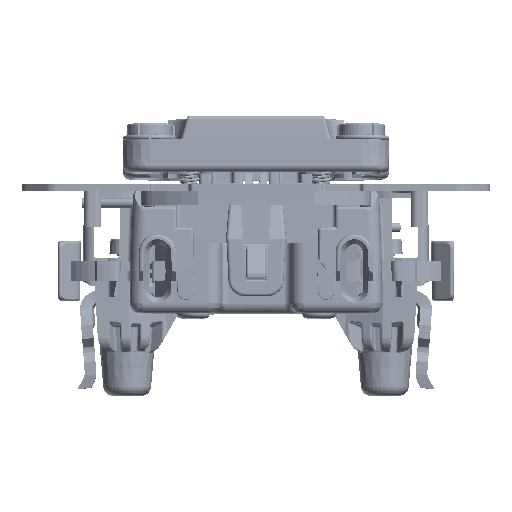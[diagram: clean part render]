
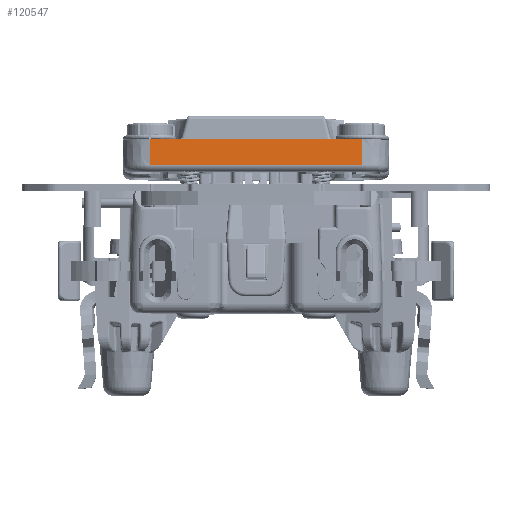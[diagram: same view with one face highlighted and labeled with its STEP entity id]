
A CAD part, top view. The second image highlights one B-rep face of the part: STEP entity #120547.
In plain terms, the highlighted face is planar.
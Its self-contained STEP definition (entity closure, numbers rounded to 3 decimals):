
#100609=DIRECTION('',(-1.,0.,0.));
#100610=VECTOR('',#100609,32.1);
#100611=CARTESIAN_POINT('',(16.05,0.6,11.65));
#100612=LINE('45311',#100611,#100610);
#100811=DIRECTION('',(0.,1.,0.017));
#100812=VECTOR('',#100811,3.918);
#100813=CARTESIAN_POINT('',(-16.05,-3.317,11.582));
#100814=LINE('45262',#100813,#100812);
#100815=DIRECTION('',(1.,0.,0.));
#100816=VECTOR('',#100815,32.1);
#100817=CARTESIAN_POINT('',(-16.05,-3.317,11.582));
#100818=LINE('45271',#100817,#100816);
#116343=DIRECTION('',(0.,1.,0.017));
#116344=VECTOR('',#116343,3.918);
#116345=CARTESIAN_POINT('',(16.05,-3.317,11.582));
#116346=LINE('45260',#116345,#116344);
#118831=CARTESIAN_POINT('',(16.05,-3.317,11.582));
#118832=CARTESIAN_POINT('',(16.05,0.6,11.65));
#118833=VERTEX_POINT('',#118831);
#118834=VERTEX_POINT('',#118832);
#118839=CARTESIAN_POINT('',(-16.05,-3.317,11.582));
#118840=CARTESIAN_POINT('',(-16.05,0.6,11.65));
#118841=VERTEX_POINT('',#118839);
#118842=VERTEX_POINT('',#118840);
#120534=CARTESIAN_POINT('',(-16.05,0.6,11.65));
#120535=DIRECTION('',(0.,-0.017,1.));
#120536=DIRECTION('',(1.,0.,0.));
#120537=AXIS2_PLACEMENT_3D('',#120534,#120535,#120536);
#120538=PLANE('42604',#120537);
#120540=ORIENTED_EDGE('45271',*,*,#120539,.F.);
#120541=ORIENTED_EDGE('45262',*,*,#120520,.T.);
#120542=ORIENTED_EDGE('45311',*,*,#120312,.F.);
#120544=ORIENTED_EDGE('45260',*,*,#120543,.F.);
#120545=EDGE_LOOP('42604',(#120540,#120541,#120542,#120544));
#120546=FACE_OUTER_BOUND('42604',#120545,.F.);
#120547=ADVANCED_FACE('42604',(#120546),#120538,.T.);
#120312=EDGE_CURVE('45311',#118834,#118842,#100612,.T.);
#120520=EDGE_CURVE('45262',#118841,#118842,#100814,.T.);
#120539=EDGE_CURVE('45271',#118841,#118833,#100818,.T.);
#120543=EDGE_CURVE('45260',#118833,#118834,#116346,.T.);
